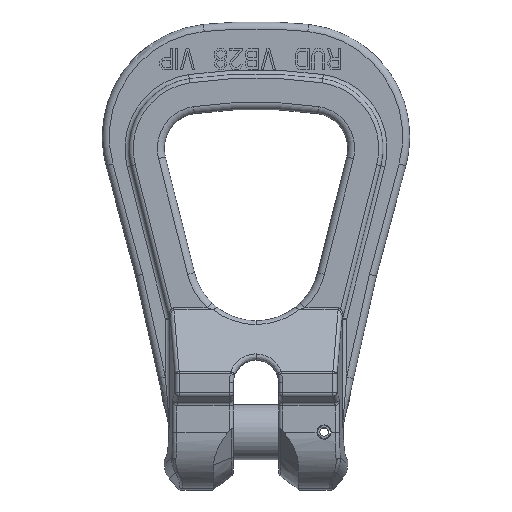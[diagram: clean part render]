
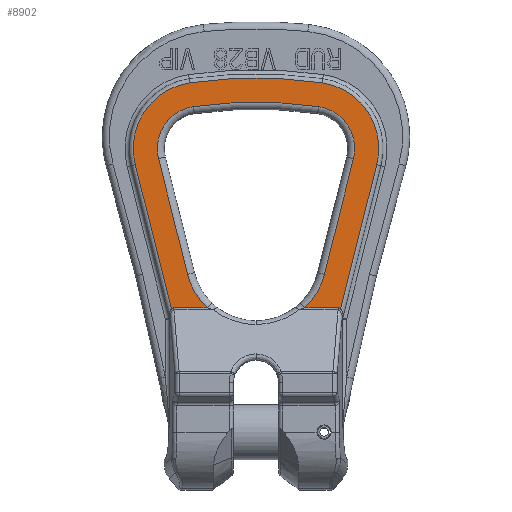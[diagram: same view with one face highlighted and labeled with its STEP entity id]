
A CAD part, top view. The second image highlights one B-rep face of the part: STEP entity #8902.
In plain terms, the highlighted planar face has unit normal (0, 0, 1).
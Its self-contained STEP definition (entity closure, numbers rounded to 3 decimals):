
#1=CARTESIAN_POINT('',(0.,-320.,26.));
#2=DIRECTION('',(0.,0.,1.));
#3=DIRECTION('',(0.145,0.989,0.));
#4=AXIS2_PLACEMENT_3D('',#1,#2,#3);
#6=CARTESIAN_POINT('',(-40.,-47.925,26.));
#7=DIRECTION('',(0.,0.,1.));
#8=DIRECTION('',(-0.145,0.989,0.));
#9=AXIS2_PLACEMENT_3D('',#6,#7,#8);
#11=DIRECTION('',(0.244,-0.97,0.));
#12=VECTOR('',#11,84.502);
#13=CARTESIAN_POINT('',(-69.095,-55.239,26.));
#14=LINE('',#13,#12);
#15=CARTESIAN_POINT('',(0.,-125.,26.));
#16=DIRECTION('',(0.,0.,1.));
#17=DIRECTION('',(-0.97,-0.244,0.));
#18=AXIS2_PLACEMENT_3D('',#15,#16,#17);
#20=DIRECTION('',(-0.244,0.97,0.));
#21=VECTOR('',#20,105.341);
#22=CARTESIAN_POINT('',(-59.968,-161.565,26.));
#23=LINE('',#22,#21);
#24=CARTESIAN_POINT('',(-39.985,-47.924,26.));
#25=DIRECTION('',(0.,0.,-1.));
#26=DIRECTION('',(-0.97,-0.244,0.));
#27=AXIS2_PLACEMENT_3D('',#24,#25,#26);
#29=CARTESIAN_POINT('',(0.,-318.,26.));
#30=DIRECTION('',(0.,0.,-1.));
#31=DIRECTION('',(-0.146,0.989,0.));
#32=AXIS2_PLACEMENT_3D('',#29,#30,#31);
#34=CARTESIAN_POINT('',(39.985,-47.924,26.));
#35=DIRECTION('',(0.,0.,-1.));
#36=DIRECTION('',(0.146,0.989,0.));
#37=AXIS2_PLACEMENT_3D('',#34,#35,#36);
#39=DIRECTION('',(-0.244,-0.97,0.));
#40=VECTOR('',#39,105.341);
#41=CARTESIAN_POINT('',(85.648,-59.402,26.));
#42=LINE('',#41,#40);
#43=CARTESIAN_POINT('',(0.,-125.,26.));
#44=DIRECTION('',(0.,0.,1.));
#45=DIRECTION('',(0.694,-0.72,0.));
#46=AXIS2_PLACEMENT_3D('',#43,#44,#45);
#48=DIRECTION('',(0.244,0.97,0.));
#49=VECTOR('',#48,84.502);
#50=CARTESIAN_POINT('',(48.491,-137.191,26.));
#51=LINE('',#50,#49);
#52=CARTESIAN_POINT('',(40.,-47.925,26.));
#53=DIRECTION('',(0.,0.,1.));
#54=DIRECTION('',(0.97,-0.244,0.));
#55=AXIS2_PLACEMENT_3D('',#52,#53,#54);
#2955=DIRECTION('',(1.,0.,0.));
#2956=VECTOR('',#2955,23.6);
#2957=CARTESIAN_POINT('',(-58.318,-160.983,
26.));
#2958=LINE('',#2957,#2956);
#2959=CARTESIAN_POINT('',(-59.968,-161.565,
26.));
#2960=CARTESIAN_POINT('',(-59.823,-161.467,
26.));
#2961=CARTESIAN_POINT('',(-59.537,-161.296,
26.));
#2962=CARTESIAN_POINT('',(-59.162,-161.136,
26.));
#2963=CARTESIAN_POINT('',(-58.714,-161.017,
26.));
#2964=CARTESIAN_POINT('',(-58.449,-160.987,
26.));
#2965=CARTESIAN_POINT('',(-58.318,-160.983,
26.));
#3963=CARTESIAN_POINT('',(58.318,-160.983,26.));
#3964=CARTESIAN_POINT('',(58.45,-160.987,26.));
#3965=CARTESIAN_POINT('',(58.716,-161.017,26.));
#3966=CARTESIAN_POINT('',(59.164,-161.137,26.));
#3967=CARTESIAN_POINT('',(59.539,-161.297,26.));
#3968=CARTESIAN_POINT('',(59.824,-161.467,26.));
#3969=CARTESIAN_POINT('',(59.968,-161.565,26.));
#3976=DIRECTION('',(1.,0.,0.));
#3977=VECTOR('',#3976,23.6);
#3978=CARTESIAN_POINT('',(34.718,-160.982,26.));
#3979=LINE('',#3978,#3977);
#7202=CARTESIAN_POINT('',(-44.364,-18.244,26.));
#7203=CARTESIAN_POINT('',(-69.095,-55.239,26.));
#7204=VERTEX_POINT('',#7202);
#7205=VERTEX_POINT('',#7203);
#7206=CARTESIAN_POINT('',(-48.491,-137.191,26.));
#7207=VERTEX_POINT('',#7206);
#7208=CARTESIAN_POINT('',(-34.718,-160.982,26.));
#7209=VERTEX_POINT('',#7208);
#7210=CARTESIAN_POINT('',(-58.318,-160.983,
26.));
#7211=VERTEX_POINT('',#7210);
#7212=VERTEX_POINT('',#2959);
#7213=CARTESIAN_POINT('',(-85.648,-59.402,26.));
#7214=CARTESIAN_POINT('',(-46.881,-1.348,26.));
#7215=VERTEX_POINT('',#7213);
#7216=VERTEX_POINT('',#7214);
#7217=CARTESIAN_POINT('',(46.881,-1.348,26.));
#7218=CARTESIAN_POINT('',(85.648,-59.402,26.));
#7219=VERTEX_POINT('',#7217);
#7220=VERTEX_POINT('',#7218);
#7221=VERTEX_POINT('',#3963);
#7222=VERTEX_POINT('',#3969);
#7223=CARTESIAN_POINT('',(34.718,-160.982,26.));
#7224=VERTEX_POINT('',#7223);
#7225=CARTESIAN_POINT('',(48.491,-137.191,26.));
#7226=VERTEX_POINT('',#7225);
#7227=CARTESIAN_POINT('',(69.095,-55.239,26.));
#7228=VERTEX_POINT('',#7227);
#7229=CARTESIAN_POINT('',(44.364,-18.244,26.));
#7230=VERTEX_POINT('',#7229);
#8863=CARTESIAN_POINT('',(0.,-79.731,26.));
#8864=DIRECTION('',(0.,0.,1.));
#8865=DIRECTION('',(1.,0.,0.));
#8866=AXIS2_PLACEMENT_3D('',#8863,#8864,#8865);
#8867=PLANE('',#8866);
#8869=ORIENTED_EDGE('',*,*,#8868,.T.);
#8871=ORIENTED_EDGE('',*,*,#8870,.T.);
#8873=ORIENTED_EDGE('',*,*,#8872,.T.);
#8875=ORIENTED_EDGE('',*,*,#8874,.T.);
#8877=ORIENTED_EDGE('',*,*,#8876,.F.);
#8879=ORIENTED_EDGE('',*,*,#8878,.F.);
#8881=ORIENTED_EDGE('',*,*,#8880,.T.);
#8883=ORIENTED_EDGE('',*,*,#8882,.T.);
#8885=ORIENTED_EDGE('',*,*,#8884,.T.);
#8887=ORIENTED_EDGE('',*,*,#8886,.T.);
#8889=ORIENTED_EDGE('',*,*,#8888,.T.);
#8891=ORIENTED_EDGE('',*,*,#8890,.F.);
#8893=ORIENTED_EDGE('',*,*,#8892,.F.);
#8895=ORIENTED_EDGE('',*,*,#8894,.T.);
#8897=ORIENTED_EDGE('',*,*,#8896,.T.);
#8899=ORIENTED_EDGE('',*,*,#8898,.T.);
#8900=EDGE_LOOP('',(#8869,#8871,#8873,#8875,#8877,#8879,#8881,#8883,#8885,#8887,
#8889,#8891,#8893,#8895,#8897,#8899));
#8901=FACE_OUTER_BOUND('',#8900,.F.);
#8902=ADVANCED_FACE('',(#8901),#8867,.T.);
#5=CIRCLE('',#4,305.);
#10=CIRCLE('',#9,30.);
#19=CIRCLE('',#18,50.);
#28=CIRCLE('',#27,47.084);
#33=CIRCLE('',#32,320.104);
#38=CIRCLE('',#37,47.084);
#47=CIRCLE('',#46,50.);
#56=CIRCLE('',#55,30.);
#2966=B_SPLINE_CURVE_WITH_KNOTS('',3,(#2959,#2960,#2961,#2962,#2963,#2964,
#2965),.UNSPECIFIED.,.F.,.F.,(4,1,1,1,4),(0.,0.25,0.5,0.75,1.),
.UNSPECIFIED.);
#3970=B_SPLINE_CURVE_WITH_KNOTS('',3,(#3963,#3964,#3965,#3966,#3967,#3968,
#3969),.UNSPECIFIED.,.F.,.F.,(4,1,1,1,4),(0.,0.25,0.5,0.75,1.),
.UNSPECIFIED.);
#8868=EDGE_CURVE('',#7230,#7204,#5,.T.);
#8870=EDGE_CURVE('',#7204,#7205,#10,.T.);
#8872=EDGE_CURVE('',#7205,#7207,#14,.T.);
#8874=EDGE_CURVE('',#7207,#7209,#19,.T.);
#8876=EDGE_CURVE('',#7211,#7209,#2958,.T.);
#8878=EDGE_CURVE('',#7212,#7211,#2966,.T.);
#8880=EDGE_CURVE('',#7212,#7215,#23,.T.);
#8882=EDGE_CURVE('',#7215,#7216,#28,.T.);
#8884=EDGE_CURVE('',#7216,#7219,#33,.T.);
#8886=EDGE_CURVE('',#7219,#7220,#38,.T.);
#8888=EDGE_CURVE('',#7220,#7222,#42,.T.);
#8890=EDGE_CURVE('',#7221,#7222,#3970,.T.);
#8892=EDGE_CURVE('',#7224,#7221,#3979,.T.);
#8894=EDGE_CURVE('',#7224,#7226,#47,.T.);
#8896=EDGE_CURVE('',#7226,#7228,#51,.T.);
#8898=EDGE_CURVE('',#7228,#7230,#56,.T.);
